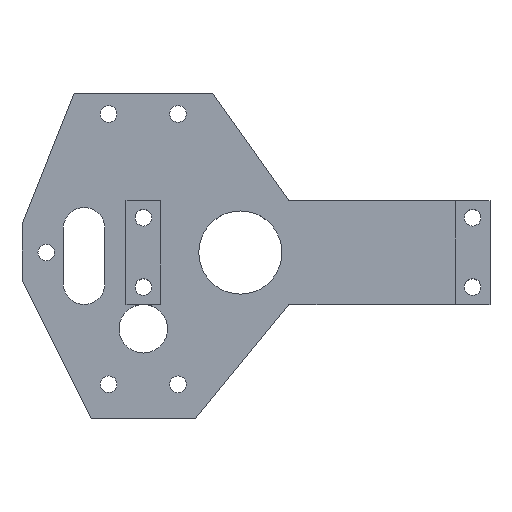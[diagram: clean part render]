
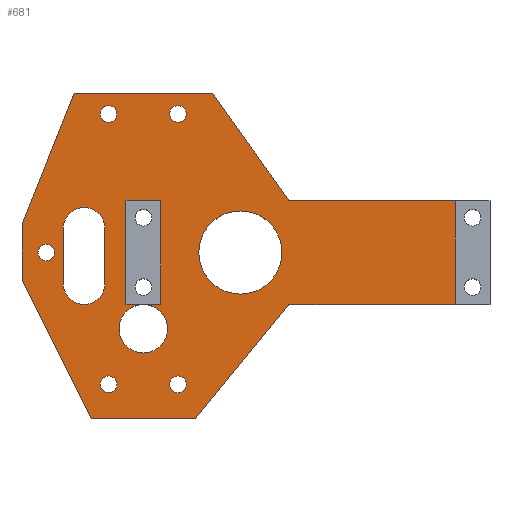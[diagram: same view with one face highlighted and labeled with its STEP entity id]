
A CAD part, top view. The second image highlights one B-rep face of the part: STEP entity #681.
In plain terms, the highlighted planar face has unit normal (0, 0, 1).
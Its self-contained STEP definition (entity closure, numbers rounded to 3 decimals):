
#30=FACE_BOUND('',#121,.T.);
#31=FACE_BOUND('',#122,.T.);
#32=FACE_BOUND('',#123,.T.);
#33=FACE_BOUND('',#124,.T.);
#34=FACE_BOUND('',#125,.T.);
#35=FACE_BOUND('',#126,.T.);
#36=FACE_BOUND('',#127,.T.);
#37=FACE_BOUND('',#128,.T.);
#54=CIRCLE('',#732,6.);
#55=CIRCLE('',#733,3.5);
#56=CIRCLE('',#734,3.5);
#57=CIRCLE('',#735,3.);
#58=CIRCLE('',#736,3.);
#59=CIRCLE('',#737,1.2);
#60=CIRCLE('',#738,1.2);
#61=CIRCLE('',#739,1.2);
#62=CIRCLE('',#740,1.2);
#63=CIRCLE('',#741,1.2);
#84=FACE_OUTER_BOUND('',#120,.T.);
#120=EDGE_LOOP('',(#488,#489,#490,#491,#492,#493,#494,#495,#496,#497));
#121=EDGE_LOOP('',(#498));
#122=EDGE_LOOP('',(#499,#500,#501,#502,#503,#504,#505));
#123=EDGE_LOOP('',(#506,#507,#508,#509));
#124=EDGE_LOOP('',(#510));
#125=EDGE_LOOP('',(#511));
#126=EDGE_LOOP('',(#512));
#127=EDGE_LOOP('',(#513));
#128=EDGE_LOOP('',(#514));
#171=LINE('',#981,#239);
#175=LINE('',#989,#243);
#178=LINE('',#995,#246);
#181=LINE('',#1000,#249);
#182=LINE('',#1002,#250);
#184=LINE('',#1012,#252);
#185=LINE('',#1014,#253);
#186=LINE('',#1016,#254);
#187=LINE('',#1018,#255);
#188=LINE('',#1020,#256);
#189=LINE('',#1022,#257);
#190=LINE('',#1024,#258);
#191=LINE('',#1026,#259);
#192=LINE('',#1028,#260);
#193=LINE('',#1029,#261);
#194=LINE('',#1037,#262);
#195=LINE('',#1041,#263);
#239=VECTOR('',#789,10.);
#243=VECTOR('',#795,10.);
#246=VECTOR('',#800,10.);
#249=VECTOR('',#803,10.);
#250=VECTOR('',#806,10.);
#252=VECTOR('',#816,10.);
#253=VECTOR('',#817,10.);
#254=VECTOR('',#818,10.);
#255=VECTOR('',#819,10.);
#256=VECTOR('',#820,10.);
#257=VECTOR('',#821,10.);
#258=VECTOR('',#822,10.);
#259=VECTOR('',#823,10.);
#260=VECTOR('',#824,10.);
#261=VECTOR('',#825,10.);
#262=VECTOR('',#832,10.);
#263=VECTOR('',#835,10.);
#307=VERTEX_POINT('',#979);
#308=VERTEX_POINT('',#980);
#311=VERTEX_POINT('',#988);
#313=VERTEX_POINT('',#994);
#315=VERTEX_POINT('',#998);
#318=VERTEX_POINT('',#1010);
#319=VERTEX_POINT('',#1011);
#320=VERTEX_POINT('',#1013);
#321=VERTEX_POINT('',#1015);
#322=VERTEX_POINT('',#1017);
#323=VERTEX_POINT('',#1019);
#324=VERTEX_POINT('',#1021);
#325=VERTEX_POINT('',#1023);
#326=VERTEX_POINT('',#1025);
#327=VERTEX_POINT('',#1027);
#328=VERTEX_POINT('',#1030);
#329=VERTEX_POINT('',#1032);
#330=VERTEX_POINT('',#1035);
#331=VERTEX_POINT('',#1036);
#332=VERTEX_POINT('',#1038);
#333=VERTEX_POINT('',#1040);
#334=VERTEX_POINT('',#1043);
#335=VERTEX_POINT('',#1045);
#336=VERTEX_POINT('',#1047);
#337=VERTEX_POINT('',#1049);
#338=VERTEX_POINT('',#1051);
#370=EDGE_CURVE('',#307,#308,#171,.T.);
#374=EDGE_CURVE('',#308,#311,#175,.T.);
#377=EDGE_CURVE('',#311,#313,#178,.T.);
#380=EDGE_CURVE('',#313,#315,#181,.T.);
#381=EDGE_CURVE('',#315,#307,#182,.T.);
#385=EDGE_CURVE('',#318,#319,#184,.T.);
#386=EDGE_CURVE('',#319,#320,#185,.T.);
#387=EDGE_CURVE('',#320,#321,#186,.T.);
#388=EDGE_CURVE('',#321,#322,#187,.T.);
#389=EDGE_CURVE('',#322,#323,#188,.T.);
#390=EDGE_CURVE('',#323,#324,#189,.T.);
#391=EDGE_CURVE('',#324,#325,#190,.T.);
#392=EDGE_CURVE('',#325,#326,#191,.T.);
#393=EDGE_CURVE('',#326,#327,#192,.T.);
#394=EDGE_CURVE('',#327,#318,#193,.T.);
#395=EDGE_CURVE('',#328,#328,#54,.T.);
#396=EDGE_CURVE('',#313,#329,#55,.T.);
#397=EDGE_CURVE('',#329,#313,#56,.T.);
#398=EDGE_CURVE('',#330,#331,#194,.T.);
#399=EDGE_CURVE('',#331,#332,#57,.T.);
#400=EDGE_CURVE('',#332,#333,#195,.T.);
#401=EDGE_CURVE('',#333,#330,#58,.T.);
#402=EDGE_CURVE('',#334,#334,#59,.T.);
#403=EDGE_CURVE('',#335,#335,#60,.T.);
#404=EDGE_CURVE('',#336,#336,#61,.T.);
#405=EDGE_CURVE('',#337,#337,#62,.T.);
#406=EDGE_CURVE('',#338,#338,#63,.T.);
#488=ORIENTED_EDGE('',*,*,#385,.T.);
#489=ORIENTED_EDGE('',*,*,#386,.T.);
#490=ORIENTED_EDGE('',*,*,#387,.T.);
#491=ORIENTED_EDGE('',*,*,#388,.T.);
#492=ORIENTED_EDGE('',*,*,#389,.T.);
#493=ORIENTED_EDGE('',*,*,#390,.T.);
#494=ORIENTED_EDGE('',*,*,#391,.T.);
#495=ORIENTED_EDGE('',*,*,#392,.T.);
#496=ORIENTED_EDGE('',*,*,#393,.T.);
#497=ORIENTED_EDGE('',*,*,#394,.T.);
#498=ORIENTED_EDGE('',*,*,#395,.T.);
#499=ORIENTED_EDGE('',*,*,#396,.T.);
#500=ORIENTED_EDGE('',*,*,#397,.T.);
#501=ORIENTED_EDGE('',*,*,#380,.T.);
#502=ORIENTED_EDGE('',*,*,#381,.T.);
#503=ORIENTED_EDGE('',*,*,#370,.T.);
#504=ORIENTED_EDGE('',*,*,#374,.T.);
#505=ORIENTED_EDGE('',*,*,#377,.T.);
#506=ORIENTED_EDGE('',*,*,#398,.T.);
#507=ORIENTED_EDGE('',*,*,#399,.T.);
#508=ORIENTED_EDGE('',*,*,#400,.T.);
#509=ORIENTED_EDGE('',*,*,#401,.T.);
#510=ORIENTED_EDGE('',*,*,#402,.T.);
#511=ORIENTED_EDGE('',*,*,#403,.T.);
#512=ORIENTED_EDGE('',*,*,#404,.T.);
#513=ORIENTED_EDGE('',*,*,#405,.T.);
#514=ORIENTED_EDGE('',*,*,#406,.T.);
#660=PLANE('',#731);
#681=ADVANCED_FACE('',(#84,#30,#31,#32,#33,#34,#35,#36,#37),#660,.T.);
#731=AXIS2_PLACEMENT_3D('',#1009,#814,#815);
#732=AXIS2_PLACEMENT_3D('',#1031,#826,#827);
#733=AXIS2_PLACEMENT_3D('',#1033,#828,#829);
#734=AXIS2_PLACEMENT_3D('',#1034,#830,#831);
#735=AXIS2_PLACEMENT_3D('',#1039,#833,#834);
#736=AXIS2_PLACEMENT_3D('',#1042,#836,#837);
#737=AXIS2_PLACEMENT_3D('',#1044,#838,#839);
#738=AXIS2_PLACEMENT_3D('',#1046,#840,#841);
#739=AXIS2_PLACEMENT_3D('',#1048,#842,#843);
#740=AXIS2_PLACEMENT_3D('',#1050,#844,#845);
#741=AXIS2_PLACEMENT_3D('',#1052,#846,#847);
#789=DIRECTION('',(1.,0.,0.));
#795=DIRECTION('',(0.,-1.,0.));
#800=DIRECTION('',(-1.,0.,0.));
#803=DIRECTION('',(-1.,0.,0.));
#806=DIRECTION('',(0.,1.,0.));
#814=DIRECTION('center_axis',(0.,0.,1.));
#815=DIRECTION('ref_axis',(1.,0.,0.));
#816=DIRECTION('',(0.,1.,0.));
#817=DIRECTION('',(-1.,0.,0.));
#818=DIRECTION('',(-0.578,0.816,0.));
#819=DIRECTION('',(-1.,0.,0.));
#820=DIRECTION('',(-0.367,-0.93,0.));
#821=DIRECTION('',(0.,-1.,0.));
#822=DIRECTION('',(0.447,-0.894,0.));
#823=DIRECTION('',(1.,0.,0.));
#824=DIRECTION('',(0.634,0.773,0.));
#825=DIRECTION('',(1.,0.,0.));
#826=DIRECTION('center_axis',(0.,0.,-1.));
#827=DIRECTION('ref_axis',(1.,0.,0.));
#828=DIRECTION('center_axis',(0.,0.,-1.));
#829=DIRECTION('ref_axis',(1.,0.,0.));
#830=DIRECTION('center_axis',(0.,0.,-1.));
#831=DIRECTION('ref_axis',(1.,0.,0.));
#832=DIRECTION('',(0.,-1.,0.));
#833=DIRECTION('center_axis',(0.,0.,-1.));
#834=DIRECTION('ref_axis',(-1.,0.,0.));
#835=DIRECTION('',(0.,1.,0.));
#836=DIRECTION('center_axis',(0.,0.,-1.));
#837=DIRECTION('ref_axis',(1.,0.,0.));
#838=DIRECTION('center_axis',(0.,0.,-1.));
#839=DIRECTION('ref_axis',(1.,0.,0.));
#840=DIRECTION('center_axis',(0.,0.,-1.));
#841=DIRECTION('ref_axis',(1.,0.,0.));
#842=DIRECTION('center_axis',(0.,0.,-1.));
#843=DIRECTION('ref_axis',(1.,0.,0.));
#844=DIRECTION('center_axis',(0.,0.,-1.));
#845=DIRECTION('ref_axis',(1.,0.,0.));
#846=DIRECTION('center_axis',(0.,0.,-1.));
#847=DIRECTION('ref_axis',(1.,0.,0.));
#979=CARTESIAN_POINT('',(0.458,10.571,3.));
#980=CARTESIAN_POINT('',(5.458,10.571,3.));
#981=CARTESIAN_POINT('',(12.333,10.571,3.));
#988=CARTESIAN_POINT('',(5.458,-4.429,3.));
#989=CARTESIAN_POINT('',(5.458,-0.929,3.));
#994=CARTESIAN_POINT('',(2.958,-4.429,3.));
#995=CARTESIAN_POINT('',(9.833,-4.429,3.));
#998=CARTESIAN_POINT('',(0.458,-4.429,3.));
#1000=CARTESIAN_POINT('',(9.833,-4.429,3.));
#1002=CARTESIAN_POINT('',(0.458,6.571,3.));
#1009=CARTESIAN_POINT('Origin',(19.208,2.571,3.));
#1010=CARTESIAN_POINT('',(47.958,-4.466,3.));
#1011=CARTESIAN_POINT('',(47.958,10.534,3.));
#1012=CARTESIAN_POINT('',(47.958,6.552,3.));
#1013=CARTESIAN_POINT('',(23.958,10.534,3.));
#1014=CARTESIAN_POINT('',(23.958,10.534,3.));
#1015=CARTESIAN_POINT('',(12.958,26.071,3.));
#1016=CARTESIAN_POINT('',(23.578,11.071,3.));
#1017=CARTESIAN_POINT('',(-7.042,26.071,3.));
#1018=CARTESIAN_POINT('',(-7.042,26.071,3.));
#1019=CARTESIAN_POINT('',(-14.542,7.071,3.));
#1020=CARTESIAN_POINT('',(-14.542,7.071,3.));
#1021=CARTESIAN_POINT('',(-14.542,-0.929,3.));
#1022=CARTESIAN_POINT('',(-14.542,-0.929,3.));
#1023=CARTESIAN_POINT('',(-4.542,-20.929,3.));
#1024=CARTESIAN_POINT('',(-14.542,-0.929,3.));
#1025=CARTESIAN_POINT('',(10.458,-20.929,3.));
#1026=CARTESIAN_POINT('',(-4.542,-20.929,3.));
#1027=CARTESIAN_POINT('',(23.958,-4.466,3.));
#1028=CARTESIAN_POINT('',(10.458,-20.929,3.));
#1029=CARTESIAN_POINT('',(52.958,-4.466,3.));
#1030=CARTESIAN_POINT('',(10.958,3.071,3.));
#1031=CARTESIAN_POINT('Origin',(16.958,3.071,3.));
#1032=CARTESIAN_POINT('',(-0.542,-7.929,3.));
#1033=CARTESIAN_POINT('Origin',(2.958,-7.929,3.));
#1034=CARTESIAN_POINT('Origin',(2.958,-7.929,3.));
#1035=CARTESIAN_POINT('',(-2.587,6.571,3.));
#1036=CARTESIAN_POINT('',(-2.587,-1.429,3.));
#1037=CARTESIAN_POINT('',(-2.587,-1.429,3.));
#1038=CARTESIAN_POINT('',(-8.587,-1.429,3.));
#1039=CARTESIAN_POINT('Origin',(-5.587,-1.429,3.));
#1040=CARTESIAN_POINT('',(-8.587,6.571,3.));
#1041=CARTESIAN_POINT('',(-8.587,6.571,3.));
#1042=CARTESIAN_POINT('Origin',(-5.587,6.571,3.));
#1043=CARTESIAN_POINT('',(-12.242,3.071,3.));
#1044=CARTESIAN_POINT('Origin',(-11.042,3.071,3.));
#1045=CARTESIAN_POINT('',(6.758,-15.929,3.));
#1046=CARTESIAN_POINT('Origin',(7.958,-15.929,3.));
#1047=CARTESIAN_POINT('',(6.758,23.071,3.));
#1048=CARTESIAN_POINT('Origin',(7.958,23.071,3.));
#1049=CARTESIAN_POINT('',(-3.242,23.071,3.));
#1050=CARTESIAN_POINT('Origin',(-2.042,23.071,3.));
#1051=CARTESIAN_POINT('',(-3.242,-15.929,3.));
#1052=CARTESIAN_POINT('Origin',(-2.042,-15.929,3.));
